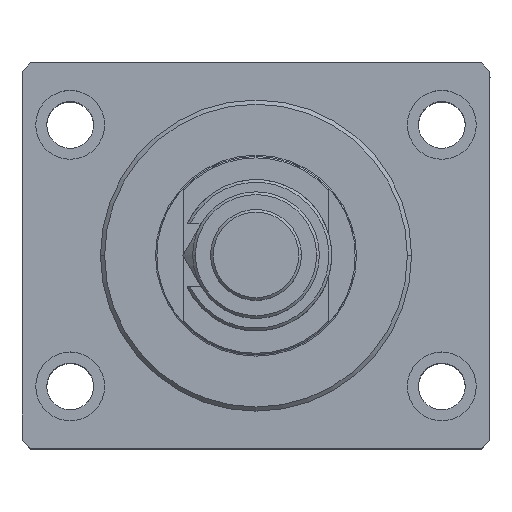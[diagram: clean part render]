
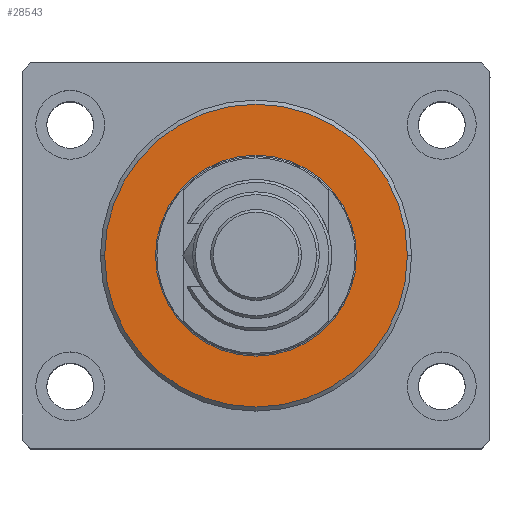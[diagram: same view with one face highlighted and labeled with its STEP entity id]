
A CAD part, top view. The second image highlights one B-rep face of the part: STEP entity #28543.
In plain terms, the highlighted face is planar.
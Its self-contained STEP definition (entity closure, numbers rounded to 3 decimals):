
#828 = ORIENTED_EDGE ( 'NONE', *, *, #37775, .T. ) ;
#2111 = DIRECTION ( 'NONE',  ( 0., 0., 1. ) ) ;
#3588 = CARTESIAN_POINT ( 'NONE',  ( 0., 0., 0. ) ) ;
#4781 = PLANE ( 'NONE',  #41273 ) ;
#5030 = CARTESIAN_POINT ( 'NONE',  ( 0., 0., 0. ) ) ;
#6699 = CARTESIAN_POINT ( 'NONE',  ( 55., 0., 0. ) ) ;
#7159 = ORIENTED_EDGE ( 'NONE', *, *, #21814, .T. ) ;
#11217 = DIRECTION ( 'NONE',  ( 1., 0., 0. ) ) ;
#13216 = CARTESIAN_POINT ( 'NONE',  ( -36.5, 0., 0. ) ) ;
#14380 = CIRCLE ( 'NONE', #15176, 36.5 ) ;
#15176 = AXIS2_PLACEMENT_3D ( 'NONE', #36145, #2111, #32676 ) ;
#16110 = VERTEX_POINT ( 'NONE', #35451 ) ;
#21655 = DIRECTION ( 'NONE',  ( 0., 0., 1. ) ) ;
#21814 = EDGE_CURVE ( 'NONE', #27737, #41087, #14380, .T. ) ;
#22337 = EDGE_LOOP ( 'NONE', ( #33325, #7159 ) ) ;
#22496 = EDGE_CURVE ( 'NONE', #16110, #46222, #39806, .T. ) ;
#23101 = CARTESIAN_POINT ( 'NONE',  ( 0., 0., 0. ) ) ;
#23346 = DIRECTION ( 'NONE',  ( 1., 0., 0. ) ) ;
#23441 = DIRECTION ( 'NONE',  ( 0., 0., 1. ) ) ;
#23943 = FACE_OUTER_BOUND ( 'NONE', #37518, .T. ) ;
#25533 = AXIS2_PLACEMENT_3D ( 'NONE', #3588, #41609, #29939 ) ;
#25681 = CIRCLE ( 'NONE', #32031, 36.5 ) ;
#27737 = VERTEX_POINT ( 'NONE', #13216 ) ;
#28139 = FACE_BOUND ( 'NONE', #22337, .T. ) ;
#28543 = ADVANCED_FACE ( 'NONE', ( #28139, #23943 ), #4781, .F. ) ;
#29582 = CIRCLE ( 'NONE', #38303, 55. ) ;
#29939 = DIRECTION ( 'NONE',  ( 1., 0., 0. ) ) ;
#32031 = AXIS2_PLACEMENT_3D ( 'NONE', #48475, #21655, #11217 ) ;
#32676 = DIRECTION ( 'NONE',  ( 1., 0., 0. ) ) ;
#33325 = ORIENTED_EDGE ( 'NONE', *, *, #40636, .T. ) ;
#35009 = DIRECTION ( 'NONE',  ( 0., 0., -1. ) ) ;
#35222 = CARTESIAN_POINT ( 'NONE',  ( 36.5, 0., 0. ) ) ;
#35344 = DIRECTION ( 'NONE',  ( 1., 0., 0. ) ) ;
#35451 = CARTESIAN_POINT ( 'NONE',  ( -55., 0., 0. ) ) ;
#36145 = CARTESIAN_POINT ( 'NONE',  ( 0., 0., 0. ) ) ;
#36448 = ORIENTED_EDGE ( 'NONE', *, *, #22496, .T. ) ;
#37518 = EDGE_LOOP ( 'NONE', ( #828, #36448 ) ) ;
#37775 = EDGE_CURVE ( 'NONE', #46222, #16110, #29582, .T. ) ;
#38303 = AXIS2_PLACEMENT_3D ( 'NONE', #23101, #35009, #23346 ) ;
#39806 = CIRCLE ( 'NONE', #25533, 55. ) ;
#40636 = EDGE_CURVE ( 'NONE', #41087, #27737, #25681, .T. ) ;
#41087 = VERTEX_POINT ( 'NONE', #35222 ) ;
#41273 = AXIS2_PLACEMENT_3D ( 'NONE', #5030, #23441, #35344 ) ;
#41609 = DIRECTION ( 'NONE',  ( 0., 0., -1. ) ) ;
#46222 = VERTEX_POINT ( 'NONE', #6699 ) ;
#48475 = CARTESIAN_POINT ( 'NONE',  ( 0., 0., 0. ) ) ;
